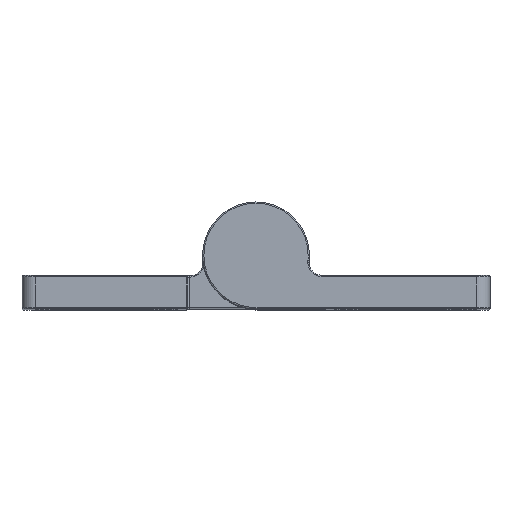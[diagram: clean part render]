
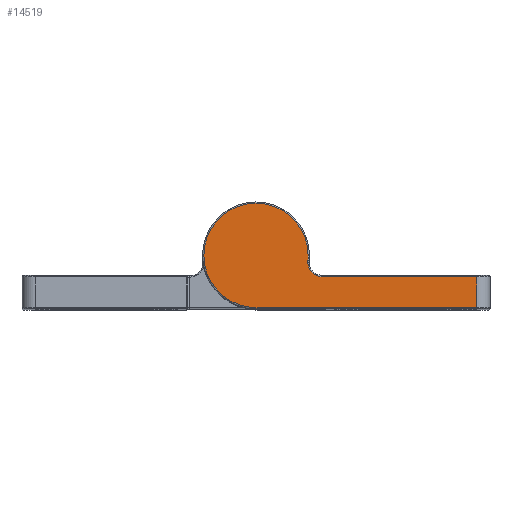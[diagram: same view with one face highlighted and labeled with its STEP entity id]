
A CAD part, top view. The second image highlights one B-rep face of the part: STEP entity #14519.
In plain terms, the highlighted planar face has unit normal (0, 0, 1).
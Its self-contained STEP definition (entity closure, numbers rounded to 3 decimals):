
#2030 = DIRECTION ( 'NONE',  ( -1., 0., 0. ) ) ;
#2778 = CARTESIAN_POINT ( 'NONE',  ( 0., 0., 50. ) ) ;
#2782 = DIRECTION ( 'NONE',  ( 0., 0., 1. ) ) ;
#2783 = AXIS2_PLACEMENT_3D ( 'NONE', #2778, #2782, #2030 ) ;
#2784 = CIRCLE ( 'NONE', #2783, 7.8 ) ;
#2937 = CARTESIAN_POINT ( 'NONE',  ( 7.8, 0., 50. ) ) ;
#3176 = CARTESIAN_POINT ( 'NONE',  ( -7.8, 0., 50. ) ) ;
#5372 = CARTESIAN_POINT ( 'NONE',  ( 33., -3.2, 50. ) ) ;
#5375 = DIRECTION ( 'NONE',  ( 1., 0., 0. ) ) ;
#5376 = VECTOR ( 'NONE', #5375, 1000. ) ;
#5377 = DIRECTION ( 'NONE',  ( -1., 0., 0. ) ) ;
#5378 = DIRECTION ( 'NONE',  ( 0., 0., -1. ) ) ;
#5379 = CARTESIAN_POINT ( 'NONE',  ( 9.95, -1., 50. ) ) ;
#5386 = AXIS2_PLACEMENT_3D ( 'NONE', #5379, #5378, #5377 ) ;
#5396 = CIRCLE ( 'NONE', #5386, 2.2 ) ;
#5397 = CARTESIAN_POINT ( 'NONE',  ( 9.95, -7.8, 50. ) ) ;
#5398 = LINE ( 'NONE', #5397, #5376 ) ;
#5413 = DIRECTION ( 'NONE',  ( -1., 0., 0. ) ) ;
#5414 = DIRECTION ( 'NONE',  ( 0., 0., -1. ) ) ;
#5415 = DIRECTION ( 'NONE',  ( 0., 1., 0. ) ) ;
#5416 = VECTOR ( 'NONE', #5415, 1000. ) ;
#5417 = CARTESIAN_POINT ( 'NONE',  ( 7.761, -0.78, 50. ) ) ;
#5427 = CARTESIAN_POINT ( 'NONE',  ( 33., -1., 50. ) ) ;
#5428 = LINE ( 'NONE', #5427, #5416 ) ;
#5435 = CARTESIAN_POINT ( 'NONE',  ( 33., -7.8, 50. ) ) ;
#5456 = CARTESIAN_POINT ( 'NONE',  ( 9.95, -1., 50. ) ) ;
#5457 = FACE_OUTER_BOUND ( 'NONE', #14535, .T. ) ;
#5464 = PLANE ( 'NONE',  #5466 ) ;
#5466 = AXIS2_PLACEMENT_3D ( 'NONE', #5456, #5414, #5413 ) ;
#5489 = DIRECTION ( 'NONE',  ( -1., 0., 0. ) ) ;
#5490 = VECTOR ( 'NONE', #5489, 1000. ) ;
#5491 = CARTESIAN_POINT ( 'NONE',  ( 9.95, -3.2, 50. ) ) ;
#5492 = LINE ( 'NONE', #5491, #5490 ) ;
#6931 = DIRECTION ( 'NONE',  ( -1., 0., 0. ) ) ;
#6932 = DIRECTION ( 'NONE',  ( 0., 0., 1. ) ) ;
#6933 = AXIS2_PLACEMENT_3D ( 'NONE', #6940, #6932, #6931 ) ;
#6936 = CIRCLE ( 'NONE', #6933, 7.8 ) ;
#6940 = CARTESIAN_POINT ( 'NONE',  ( 0., 0., 50. ) ) ;
#7332 = EDGE_CURVE ( 'NONE', #7393, #7338, #11041, .T. ) ;
#7338 = VERTEX_POINT ( 'NONE', #11027 ) ;
#7352 = EDGE_CURVE ( 'NONE', #13212, #7355, #11011, .T. ) ;
#7355 = VERTEX_POINT ( 'NONE', #11065 ) ;
#7393 = VERTEX_POINT ( 'NONE', #11175 ) ;
#11011 = CIRCLE ( 'NONE', #11069, 7.8 ) ;
#11027 = CARTESIAN_POINT ( 'NONE',  ( 7.75, -1., 50. ) ) ;
#11030 = DIRECTION ( 'NONE',  ( -1., 0., 0. ) ) ;
#11031 = DIRECTION ( 'NONE',  ( 0., 0., -1. ) ) ;
#11032 = CARTESIAN_POINT ( 'NONE',  ( 9.95, -1., 50. ) ) ;
#11036 = AXIS2_PLACEMENT_3D ( 'NONE', #11032, #11031, #11030 ) ;
#11041 = CIRCLE ( 'NONE', #11036, 2.2 ) ;
#11058 = DIRECTION ( 'NONE',  ( -1., 0., 0. ) ) ;
#11059 = DIRECTION ( 'NONE',  ( 0., 0., 1. ) ) ;
#11065 = CARTESIAN_POINT ( 'NONE',  ( 0., -7.8, 50. ) ) ;
#11068 = CARTESIAN_POINT ( 'NONE',  ( 0., 0., 50. ) ) ;
#11069 = AXIS2_PLACEMENT_3D ( 'NONE', #11068, #11059, #11058 ) ;
#11175 = CARTESIAN_POINT ( 'NONE',  ( 9.95, -3.2, 50. ) ) ;
#13103 = VERTEX_POINT ( 'NONE', #2937 ) ;
#13212 = VERTEX_POINT ( 'NONE', #3176 ) ;
#13275 = ORIENTED_EDGE ( 'NONE', *, *, #15350, .T. ) ;
#13279 = EDGE_CURVE ( 'NONE', #14513, #13103, #2784, .T. ) ;
#14458 = VERTEX_POINT ( 'NONE', #5372 ) ;
#14490 = EDGE_CURVE ( 'NONE', #7338, #14513, #5396, .T. ) ;
#14491 = EDGE_CURVE ( 'NONE', #7355, #14495, #5398, .T. ) ;
#14495 = VERTEX_POINT ( 'NONE', #5435 ) ;
#14501 = ORIENTED_EDGE ( 'NONE', *, *, #14503, .T. ) ;
#14503 = EDGE_CURVE ( 'NONE', #14495, #14458, #5428, .T. ) ;
#14513 = VERTEX_POINT ( 'NONE', #5417 ) ;
#14515 = ORIENTED_EDGE ( 'NONE', *, *, #14529, .T. ) ;
#14516 = ORIENTED_EDGE ( 'NONE', *, *, #7332, .T. ) ;
#14519 = ADVANCED_FACE ( 'NONE', ( #5457 ), #5464, .F. ) ;
#14529 = EDGE_CURVE ( 'NONE', #14458, #7393, #5492, .T. ) ;
#14531 = ORIENTED_EDGE ( 'NONE', *, *, #14490, .T. ) ;
#14535 = EDGE_LOOP ( 'NONE', ( #14501, #14515, #14516, #14531, #14536, #13275, #15323, #15310 ) ) ;
#14536 = ORIENTED_EDGE ( 'NONE', *, *, #13279, .T. ) ;
#15310 = ORIENTED_EDGE ( 'NONE', *, *, #14491, .T. ) ;
#15323 = ORIENTED_EDGE ( 'NONE', *, *, #7352, .T. ) ;
#15350 = EDGE_CURVE ( 'NONE', #13103, #13212, #6936, .T. ) ;
